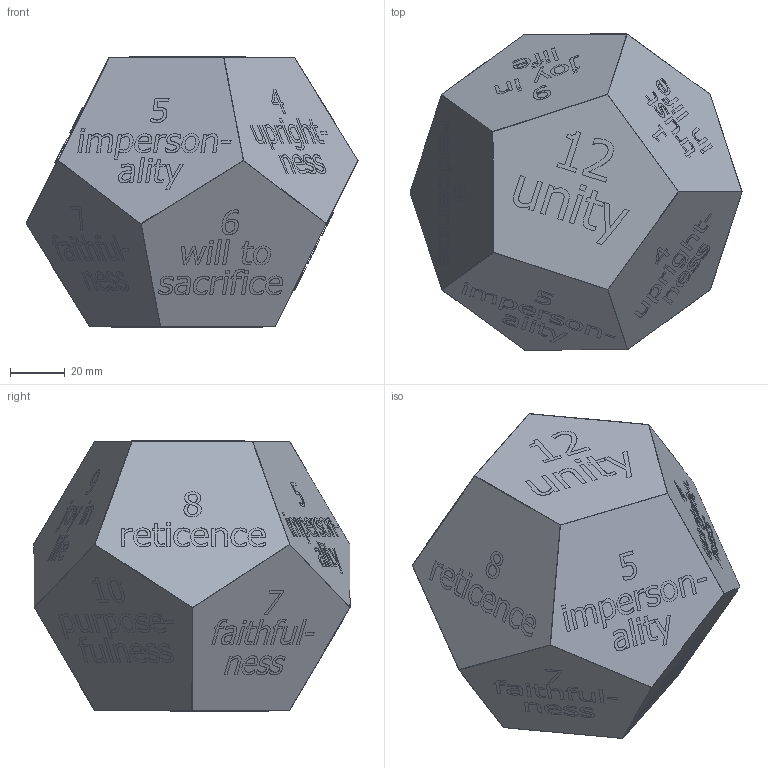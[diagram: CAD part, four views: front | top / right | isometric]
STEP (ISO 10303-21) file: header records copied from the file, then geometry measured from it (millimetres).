
FILE_DESCRIPTION(/* description */ (''),/* implementation_level */ '2;1');
FILE_NAME(/* name */ 'Rhino-TwelveEssentialQualities',/* time_stamp */ '2024-03-13T11:51:13-04:00',/* author */ (''),/* organization */ (''),/* preprocessor_version */ 'ST-DEVELOPER v16.5',/* originating_system */ 'Rhino 7.25',/* authorisation */ '');
FILE_SCHEMA (('CONFIG_CONTROL_DESIGN'));
Products named in the file (1): Document
Bounding box: 121.05 x 115.22 x 98.94 mm (x, y, z)
Volume: 4019.2 mm3; surface area: 85985.3 mm2
Topology: 12 solids, 344 shells, 416 faces, 18934 edges, 18874 vertices
Faces by surface type: plane 416
Entity records: 136456 total; most frequent: CARTESIAN_POINT 57161, ORIENTED_EDGE 19114, EDGE_CURVE 18934, B_SPLINE_CURVE_WITH_KNOTS 18934, VERTEX_POINT 18874, EDGE_LOOP 496, DIRECTION 422, AXIS2_PLACEMENT_3D 419
